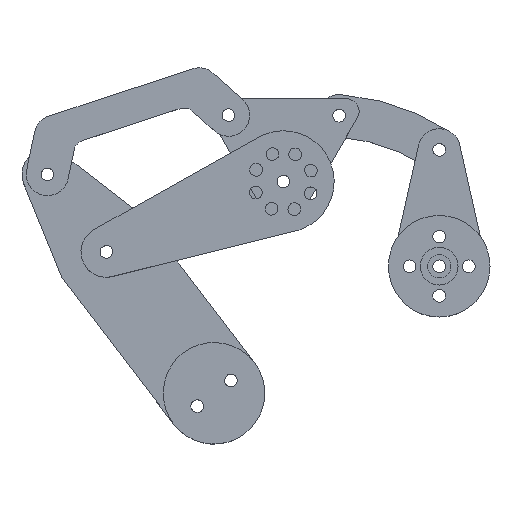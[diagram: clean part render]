
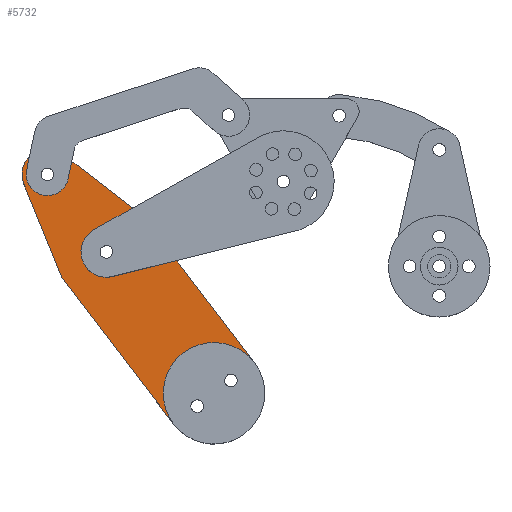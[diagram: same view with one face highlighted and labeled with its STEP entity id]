
A CAD part, top view. The second image highlights one B-rep face of the part: STEP entity #5732.
In plain terms, the highlighted planar face has unit normal (0, 0, 1).
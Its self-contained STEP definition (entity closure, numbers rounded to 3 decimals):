
#10 = VERTEX_POINT ( 'NONE', #3667 ) ;
#18 = DIRECTION ( 'NONE',  ( 0., 0., 1. ) ) ;
#34 = CARTESIAN_POINT ( 'NONE',  ( -1.565, -5.792, 4. ) ) ;
#112 = CARTESIAN_POINT ( 'NONE',  ( 66.5, 5., 4. ) ) ;
#124 = CARTESIAN_POINT ( 'NONE',  ( 0., 12., 4. ) ) ;
#189 = CARTESIAN_POINT ( 'NONE',  ( 63.5, -5., 4. ) ) ;
#242 = FACE_BOUND ( 'NONE', #722, .T. ) ;
#294 = CARTESIAN_POINT ( 'NONE',  ( 0., -12., 4. ) ) ;
#307 = CARTESIAN_POINT ( 'NONE',  ( 21.407, -12., 4. ) ) ;
#326 = FACE_OUTER_BOUND ( 'NONE', #3170, .T. ) ;
#378 = AXIS2_PLACEMENT_3D ( 'NONE', #3353, #3326, #1035 ) ;
#392 = CARTESIAN_POINT ( 'NONE',  ( 23., 0., 4. ) ) ;
#430 = AXIS2_PLACEMENT_3D ( 'NONE', #1274, #18, #1332 ) ;
#462 = ORIENTED_EDGE ( 'NONE', *, *, #4547, .F. ) ;
#512 = AXIS2_PLACEMENT_3D ( 'NONE', #1245, #4382, #3993 ) ;
#556 = CARTESIAN_POINT ( 'NONE',  ( -1.565, 5.792, 4. ) ) ;
#617 = VECTOR ( 'NONE', #3790, 1000. ) ;
#664 = CIRCLE ( 'NONE', #1429, 1.5 ) ;
#683 = CIRCLE ( 'NONE', #3652, 1.5 ) ;
#692 = ORIENTED_EDGE ( 'NONE', *, *, #4189, .T. ) ;
#722 = EDGE_LOOP ( 'NONE', ( #3416, #1850 ) ) ;
#756 = DIRECTION ( 'NONE',  ( 0., 0., 1. ) ) ;
#800 = PLANE ( 'NONE',  #512 ) ;
#801 = CARTESIAN_POINT ( 'NONE',  ( 21.407, 12., 4. ) ) ;
#834 = EDGE_CURVE ( 'NONE', #5450, #1619, #4654, .T. ) ;
#897 = VERTEX_POINT ( 'NONE', #961 ) ;
#929 = DIRECTION ( 'NONE',  ( -0.965, 0.261, 0. ) ) ;
#961 = CARTESIAN_POINT ( 'NONE',  ( -1.5, 0., 4. ) ) ;
#1010 = VERTEX_POINT ( 'NONE', #189 ) ;
#1035 = DIRECTION ( 'NONE',  ( 1., 0., 0. ) ) ;
#1115 = DIRECTION ( 'NONE',  ( 0., 0., 1. ) ) ;
#1180 = CIRCLE ( 'NONE', #4530, 1.5 ) ;
#1245 = CARTESIAN_POINT ( 'NONE',  ( 0., 0., 4. ) ) ;
#1274 = CARTESIAN_POINT ( 'NONE',  ( 65., 5., 4. ) ) ;
#1312 = EDGE_CURVE ( 'NONE', #3281, #2387, #1478, .T. ) ;
#1332 = DIRECTION ( 'NONE',  ( 1., 0., 0. ) ) ;
#1377 = CARTESIAN_POINT ( 'NONE',  ( -1.565, 5.792, 4. ) ) ;
#1429 = AXIS2_PLACEMENT_3D ( 'NONE', #2946, #1115, #2561 ) ;
#1436 = EDGE_LOOP ( 'NONE', ( #2312, #4683 ) ) ;
#1457 = DIRECTION ( 'NONE',  ( 0., 0., 1. ) ) ;
#1470 = LINE ( 'NONE', #1377, #617 ) ;
#1478 = CIRCLE ( 'NONE', #1666, 12. ) ;
#1487 = DIRECTION ( 'NONE',  ( 0., 0., 1. ) ) ;
#1583 = VERTEX_POINT ( 'NONE', #801 ) ;
#1610 = LINE ( 'NONE', #294, #4362 ) ;
#1619 = VERTEX_POINT ( 'NONE', #2098 ) ;
#1666 = AXIS2_PLACEMENT_3D ( 'NONE', #5069, #2730, #4555 ) ;
#1765 = ORIENTED_EDGE ( 'NONE', *, *, #5383, .F. ) ;
#1850 = ORIENTED_EDGE ( 'NONE', *, *, #4078, .F. ) ;
#1853 = VECTOR ( 'NONE', #929, 1000. ) ;
#1866 = VERTEX_POINT ( 'NONE', #112 ) ;
#1901 = EDGE_CURVE ( 'NONE', #3857, #10, #3836, .T. ) ;
#2000 = CARTESIAN_POINT ( 'NONE',  ( 18.1, 0., 4. ) ) ;
#2054 = AXIS2_PLACEMENT_3D ( 'NONE', #392, #4031, #3433 ) ;
#2098 = CARTESIAN_POINT ( 'NONE',  ( -1.565, -5.792, 4. ) ) ;
#2165 = DIRECTION ( 'NONE',  ( 1., 0., 0. ) ) ;
#2290 = EDGE_CURVE ( 'NONE', #1010, #4614, #664, .T. ) ;
#2306 = DIRECTION ( 'NONE',  ( 0., 0., 1. ) ) ;
#2312 = ORIENTED_EDGE ( 'NONE', *, *, #4831, .F. ) ;
#2387 = VERTEX_POINT ( 'NONE', #3970 ) ;
#2561 = DIRECTION ( 'NONE',  ( 1., 0., 0. ) ) ;
#2627 = ORIENTED_EDGE ( 'NONE', *, *, #4436, .T. ) ;
#2730 = DIRECTION ( 'NONE',  ( 0., 0., 1. ) ) ;
#2946 = CARTESIAN_POINT ( 'NONE',  ( 65., -5., 4. ) ) ;
#3168 = CARTESIAN_POINT ( 'NONE',  ( 65., -12., 4. ) ) ;
#3170 = EDGE_LOOP ( 'NONE', ( #3693, #2627, #3334, #3868, #4988, #692 ) ) ;
#3188 = CIRCLE ( 'NONE', #3662, 1.5 ) ;
#3281 = VERTEX_POINT ( 'NONE', #3168 ) ;
#3326 = DIRECTION ( 'NONE',  ( 0., 0., 1. ) ) ;
#3334 = ORIENTED_EDGE ( 'NONE', *, *, #1312, .T. ) ;
#3353 = CARTESIAN_POINT ( 'NONE',  ( 23., 0., 4. ) ) ;
#3359 = EDGE_CURVE ( 'NONE', #4440, #897, #1180, .T. ) ;
#3378 = CARTESIAN_POINT ( 'NONE',  ( 65., -5., 4. ) ) ;
#3380 = EDGE_LOOP ( 'NONE', ( #462, #1765 ) ) ;
#3416 = ORIENTED_EDGE ( 'NONE', *, *, #1901, .F. ) ;
#3418 = DIRECTION ( 'NONE',  ( 1., 0., 0. ) ) ;
#3419 = FACE_BOUND ( 'NONE', #3380, .T. ) ;
#3433 = DIRECTION ( 'NONE',  ( 1., 0., 0. ) ) ;
#3465 = FACE_BOUND ( 'NONE', #4815, .T. ) ;
#3494 = VERTEX_POINT ( 'NONE', #556 ) ;
#3551 = CARTESIAN_POINT ( 'NONE',  ( 66.5, -5., 4. ) ) ;
#3611 = CARTESIAN_POINT ( 'NONE',  ( 63.5, 5., 4. ) ) ;
#3652 = AXIS2_PLACEMENT_3D ( 'NONE', #3378, #4374, #5666 ) ;
#3653 = DIRECTION ( 'NONE',  ( 1., 0., 0. ) ) ;
#3662 = AXIS2_PLACEMENT_3D ( 'NONE', #4142, #756, #2165 ) ;
#3667 = CARTESIAN_POINT ( 'NONE',  ( 27.9, 0., 4. ) ) ;
#3693 = ORIENTED_EDGE ( 'NONE', *, *, #834, .F. ) ;
#3739 = CARTESIAN_POINT ( 'NONE',  ( 0., 0., 4. ) ) ;
#3756 = AXIS2_PLACEMENT_3D ( 'NONE', #3739, #1487, #5123 ) ;
#3771 = ORIENTED_EDGE ( 'NONE', *, *, #4802, .F. ) ;
#3790 = DIRECTION ( 'NONE',  ( 0.965, 0.261, 0. ) ) ;
#3836 = CIRCLE ( 'NONE', #378, 4.9 ) ;
#3841 = VERTEX_POINT ( 'NONE', #3611 ) ;
#3857 = VERTEX_POINT ( 'NONE', #2000 ) ;
#3868 = ORIENTED_EDGE ( 'NONE', *, *, #4173, .T. ) ;
#3970 = CARTESIAN_POINT ( 'NONE',  ( 65., 12., 4. ) ) ;
#3993 = DIRECTION ( 'NONE',  ( 1., 0., 0. ) ) ;
#4031 = DIRECTION ( 'NONE',  ( 0., 0., 1. ) ) ;
#4078 = EDGE_CURVE ( 'NONE', #10, #3857, #4631, .T. ) ;
#4142 = CARTESIAN_POINT ( 'NONE',  ( 65., 5., 4. ) ) ;
#4173 = EDGE_CURVE ( 'NONE', #2387, #1583, #5624, .T. ) ;
#4189 = EDGE_CURVE ( 'NONE', #3494, #1619, #5234, .T. ) ;
#4262 = EDGE_CURVE ( 'NONE', #3494, #1583, #1470, .T. ) ;
#4362 = VECTOR ( 'NONE', #3418, 1000. ) ;
#4374 = DIRECTION ( 'NONE',  ( 0., 0., 1. ) ) ;
#4382 = DIRECTION ( 'NONE',  ( 0., 0., 1. ) ) ;
#4411 = FACE_BOUND ( 'NONE', #1436, .T. ) ;
#4436 = EDGE_CURVE ( 'NONE', #5450, #3281, #1610, .T. ) ;
#4440 = VERTEX_POINT ( 'NONE', #5313 ) ;
#4530 = AXIS2_PLACEMENT_3D ( 'NONE', #5483, #1457, #4577 ) ;
#4546 = CIRCLE ( 'NONE', #430, 1.5 ) ;
#4547 = EDGE_CURVE ( 'NONE', #1866, #3841, #4546, .T. ) ;
#4555 = DIRECTION ( 'NONE',  ( 1., 0., 0. ) ) ;
#4577 = DIRECTION ( 'NONE',  ( 1., 0., 0. ) ) ;
#4614 = VERTEX_POINT ( 'NONE', #3551 ) ;
#4631 = CIRCLE ( 'NONE', #2054, 4.9 ) ;
#4654 = LINE ( 'NONE', #34, #1853 ) ;
#4681 = CARTESIAN_POINT ( 'NONE',  ( 0., 0., 4. ) ) ;
#4683 = ORIENTED_EDGE ( 'NONE', *, *, #2290, .F. ) ;
#4802 = EDGE_CURVE ( 'NONE', #897, #4440, #5386, .T. ) ;
#4815 = EDGE_LOOP ( 'NONE', ( #3771, #5287 ) ) ;
#4831 = EDGE_CURVE ( 'NONE', #4614, #1010, #683, .T. ) ;
#4988 = ORIENTED_EDGE ( 'NONE', *, *, #4262, .F. ) ;
#5069 = CARTESIAN_POINT ( 'NONE',  ( 65., 0., 4. ) ) ;
#5123 = DIRECTION ( 'NONE',  ( 1., 0., 0. ) ) ;
#5125 = VECTOR ( 'NONE', #5528, 1000. ) ;
#5234 = CIRCLE ( 'NONE', #5324, 6. ) ;
#5287 = ORIENTED_EDGE ( 'NONE', *, *, #3359, .F. ) ;
#5313 = CARTESIAN_POINT ( 'NONE',  ( 1.5, 0., 4. ) ) ;
#5324 = AXIS2_PLACEMENT_3D ( 'NONE', #4681, #2306, #3653 ) ;
#5383 = EDGE_CURVE ( 'NONE', #3841, #1866, #3188, .T. ) ;
#5386 = CIRCLE ( 'NONE', #3756, 1.5 ) ;
#5450 = VERTEX_POINT ( 'NONE', #307 ) ;
#5483 = CARTESIAN_POINT ( 'NONE',  ( 0., 0., 4. ) ) ;
#5528 = DIRECTION ( 'NONE',  ( -1., 0., 0. ) ) ;
#5624 = LINE ( 'NONE', #124, #5125 ) ;
#5666 = DIRECTION ( 'NONE',  ( 1., 0., 0. ) ) ;
#5732 = ADVANCED_FACE ( 'NONE', ( #326, #3419, #4411, #3465, #242 ), #800, .T. ) ;
